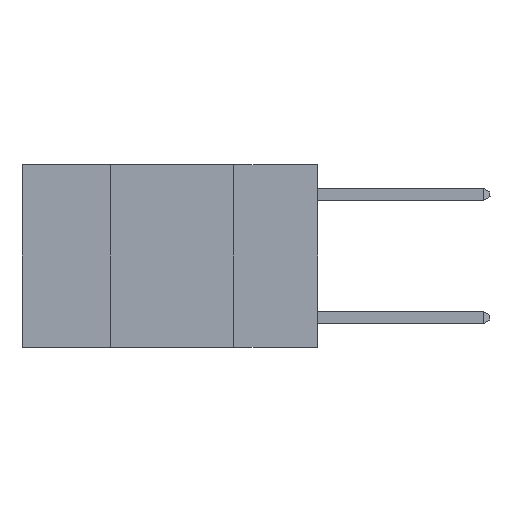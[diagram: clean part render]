
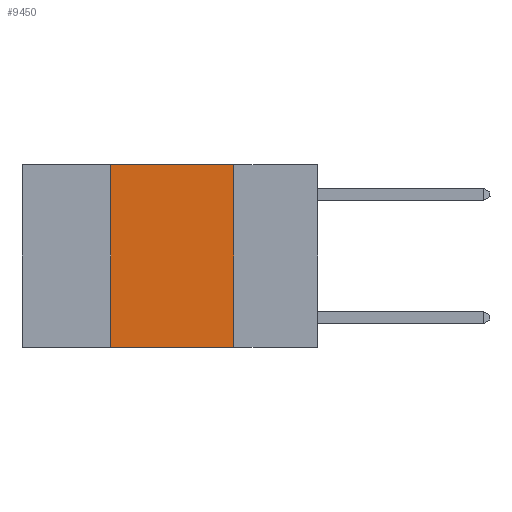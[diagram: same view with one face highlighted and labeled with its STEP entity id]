
A CAD part, left-side view. The second image highlights one B-rep face of the part: STEP entity #9450.
In plain terms, the highlighted planar face has unit normal (-1, 0, 0).
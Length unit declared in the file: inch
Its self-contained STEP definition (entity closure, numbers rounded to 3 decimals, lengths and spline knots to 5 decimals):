
#2169 = VERTEX_POINT ( 'NONE', #6020 ) ;
#2500 = EDGE_CURVE ( 'NONE', #2169, #8871, #11836, .T. ) ;
#2765 = CARTESIAN_POINT ( 'NONE',  ( 0., 0.17, -0.37 ) ) ;
#3011 = DIRECTION ( 'NONE',  ( 0., -1., 0. ) ) ;
#4060 = VECTOR ( 'NONE', #6108, 39.37008 ) ;
#4133 = EDGE_CURVE ( 'NONE', #16731, #8871, #7642, .T. ) ;
#5484 = CARTESIAN_POINT ( 'NONE',  ( 0., 0.42, 0. ) ) ;
#6020 = CARTESIAN_POINT ( 'NONE',  ( 0., 0.42, -0.37 ) ) ;
#6108 = DIRECTION ( 'NONE',  ( 0., 0., -1. ) ) ;
#6472 = LINE ( 'NONE', #15702, #13054 ) ;
#6567 = DIRECTION ( 'NONE',  ( 0., 0., 1. ) ) ;
#6841 = ORIENTED_EDGE ( 'NONE', *, *, #10193, .F. ) ;
#7385 = CARTESIAN_POINT ( 'NONE',  ( 0., 0.17, 0. ) ) ;
#7571 = VECTOR ( 'NONE', #3011, 39.37008 ) ;
#7642 = LINE ( 'NONE', #7385, #4060 ) ;
#7694 = CARTESIAN_POINT ( 'NONE',  ( 0., 0.17, 0. ) ) ;
#7863 = PLANE ( 'NONE',  #15710 ) ;
#8236 = EDGE_CURVE ( 'NONE', #11728, #16731, #17125, .T. ) ;
#8871 = VERTEX_POINT ( 'NONE', #2765 ) ;
#9182 = DIRECTION ( 'NONE',  ( 0., 0., -1. ) ) ;
#9295 = ORIENTED_EDGE ( 'NONE', *, *, #8236, .F. ) ;
#9450 = ADVANCED_FACE ( 'NONE', ( #13279 ), #7863, .F. ) ;
#9519 = CARTESIAN_POINT ( 'NONE',  ( 0., 0.6, -0.37 ) ) ;
#10193 = EDGE_CURVE ( 'NONE', #2169, #11728, #6472, .T. ) ;
#10773 = ORIENTED_EDGE ( 'NONE', *, *, #2500, .T. ) ;
#11429 = VECTOR ( 'NONE', #14766, 39.37008 ) ;
#11728 = VERTEX_POINT ( 'NONE', #5484 ) ;
#11836 = LINE ( 'NONE', #9519, #11429 ) ;
#12195 = ORIENTED_EDGE ( 'NONE', *, *, #4133, .F. ) ;
#13054 = VECTOR ( 'NONE', #6567, 39.37008 ) ;
#13279 = FACE_OUTER_BOUND ( 'NONE', #13868, .T. ) ;
#13868 = EDGE_LOOP ( 'NONE', ( #12195, #9295, #6841, #10773 ) ) ;
#14766 = DIRECTION ( 'NONE',  ( 0., -1., 0. ) ) ;
#14947 = CARTESIAN_POINT ( 'NONE',  ( 0., 0.6, 0. ) ) ;
#15678 = CARTESIAN_POINT ( 'NONE',  ( 0., 0.6, 0. ) ) ;
#15702 = CARTESIAN_POINT ( 'NONE',  ( 0., 0.42, 0. ) ) ;
#15710 = AXIS2_PLACEMENT_3D ( 'NONE', #15678, #16970, #9182 ) ;
#16731 = VERTEX_POINT ( 'NONE', #7694 ) ;
#16970 = DIRECTION ( 'NONE',  ( 1., 0., 0. ) ) ;
#17125 = LINE ( 'NONE', #14947, #7571 ) ;
